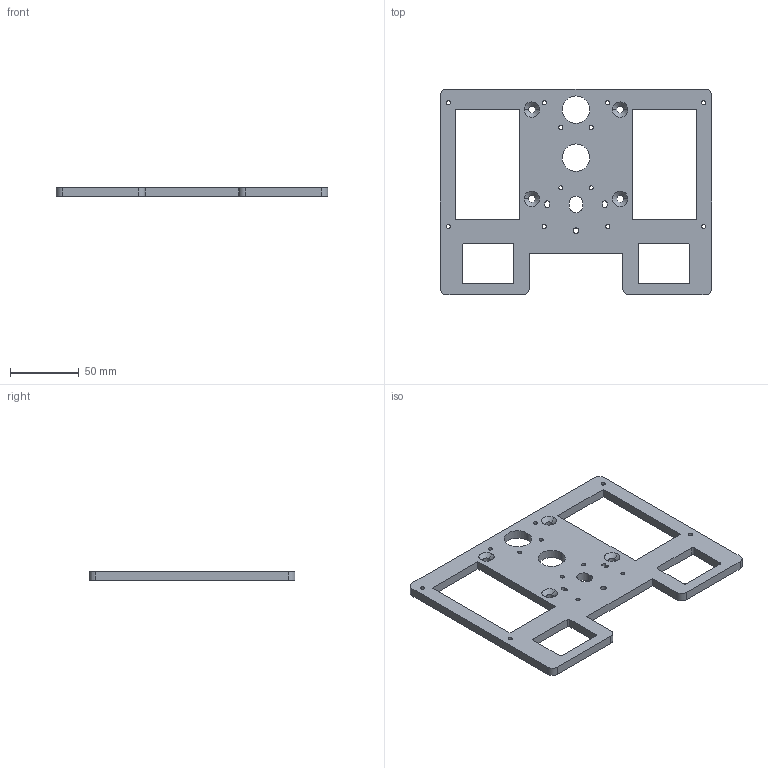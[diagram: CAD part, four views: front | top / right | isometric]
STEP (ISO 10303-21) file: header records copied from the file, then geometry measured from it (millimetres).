
FILE_DESCRIPTION (( 'STEP AP214' ), '1' );
FILE_NAME ('Mesa circuitos.STEP', '2020-08-23T23:32:44', ( '' ), ( '' ), 'SwSTEP 2.0', 'SolidWorks 2018', '' );
FILE_SCHEMA (( 'AUTOMOTIVE_DESIGN' ));
Length unit declared in the file: millimetre
Products named in the file (1): Mesa circuitos
Bounding box: 198 x 150 x 6.5 mm (x, y, z)
Volume: 109822.2 mm3; surface area: 46167.2 mm2
Topology: 1 solids, 1 shells, 98 faces, 280 edges, 184 vertices
Faces by surface type: cylinder 58, plane 32, cone 8
Entity records: 3382 total; most frequent: DIRECTION 602, CARTESIAN_POINT 563, ORIENTED_EDGE 560, EDGE_CURVE 280, AXIS2_PLACEMENT_3D 223, VERTEX_POINT 184, VECTOR 156, LINE 156
